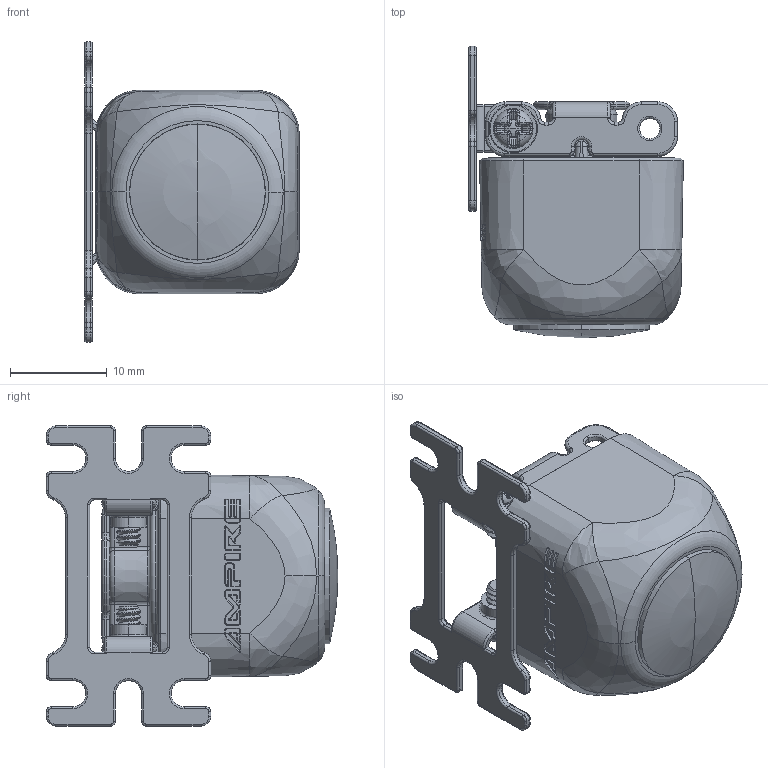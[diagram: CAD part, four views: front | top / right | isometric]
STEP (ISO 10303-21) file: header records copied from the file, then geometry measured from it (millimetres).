
FILE_DESCRIPTION((''),'2;1');
FILE_NAME('215_02_ASM','2021-08-31T17:04:55',('dell'),(''),'CREO PARAMETRIC BY PTC INC, 2018100','CREO PARAMETRIC BY PTC INC, 2018100','');
FILE_SCHEMA(('CONFIG_CONTROL_DESIGN'));
Products named in the file (8): 215_03; 215_04; 215_02; 215_01; 215_PCB; SCREW_DIANPIAN; SCREW_2_5; 215_02_ASM
Assembly tree (9 placements, depth 2):
  215_02_ASM
    215_03
    215_04
    215_02
    215_01
    215_PCB
    SCREW_DIANPIAN  x2
    SCREW_2_5  x2
Bounding box: 22.17 x 30.12 x 31 mm (x, y, z)
Volume: 5581.5 mm3; surface area: 7547.5 mm2
Topology: 9 solids, 10 shells, 3006 faces, 7819 edges, 4980 vertices
Faces by surface type: extrusion 1209, plane 626, cylinder 458, bspline 368, torus 258, cone 57, sphere 30
Entity records: 110504 total; most frequent: CARTESIAN_POINT 45895, ORIENTED_EDGE 14994, DIRECTION 9736, EDGE_CURVE 7497, VERTEX_POINT 4798, B_SPLINE_CURVE_WITH_KNOTS 4279, VECTOR 4262, LINE 3053
